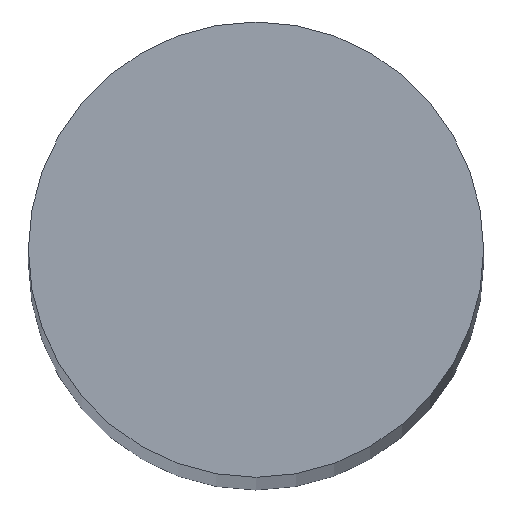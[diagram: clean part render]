
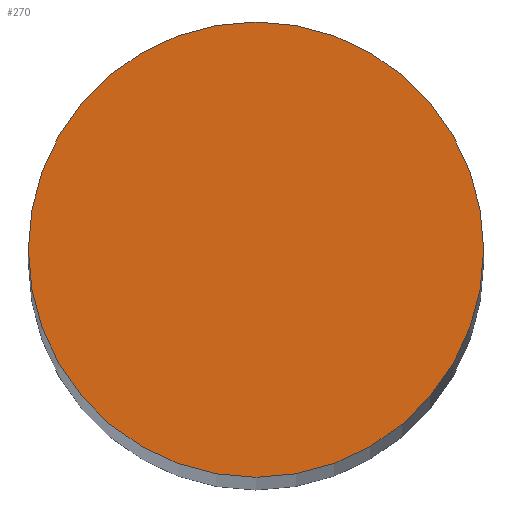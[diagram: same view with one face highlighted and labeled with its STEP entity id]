
A CAD part, top view. The second image highlights one B-rep face of the part: STEP entity #270.
In plain terms, the highlighted planar face has unit normal (0, 0, 1).
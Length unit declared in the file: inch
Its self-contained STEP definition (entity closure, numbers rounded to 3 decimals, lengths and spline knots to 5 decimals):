
#1 = ORIENTED_EDGE ( 'NONE', *, *, #267, .T. ) ;
#10 = CARTESIAN_POINT ( 'NONE',  ( 0., 2.5, 0. ) ) ;
#29 = DIRECTION ( 'NONE',  ( 1., 0., 0. ) ) ;
#38 = CARTESIAN_POINT ( 'NONE',  ( 0., 2.5, 0. ) ) ;
#46 = EDGE_LOOP ( 'NONE', ( #1, #210 ) ) ;
#48 = AXIS2_PLACEMENT_3D ( 'NONE', #10, #83, #248 ) ;
#53 = FACE_OUTER_BOUND ( 'NONE', #46, .T. ) ;
#83 = DIRECTION ( 'NONE',  ( 0., 0., 1. ) ) ;
#97 = VERTEX_POINT ( 'NONE', #256 ) ;
#106 = AXIS2_PLACEMENT_3D ( 'NONE', #38, #132, #225 ) ;
#120 = CARTESIAN_POINT ( 'NONE',  ( 0.75, 2.5, 0. ) ) ;
#132 = DIRECTION ( 'NONE',  ( 0., 0., 1. ) ) ;
#139 = AXIS2_PLACEMENT_3D ( 'NONE', #213, #199, #29 ) ;
#140 = VERTEX_POINT ( 'NONE', #120 ) ;
#144 = CIRCLE ( 'NONE', #139, 0.75 ) ;
#147 = CIRCLE ( 'NONE', #106, 0.75 ) ;
#151 = EDGE_CURVE ( 'NONE', #97, #140, #147, .T. ) ;
#180 = PLANE ( 'NONE',  #48 ) ;
#199 = DIRECTION ( 'NONE',  ( 0., 0., 1. ) ) ;
#210 = ORIENTED_EDGE ( 'NONE', *, *, #151, .T. ) ;
#213 = CARTESIAN_POINT ( 'NONE',  ( 0., 2.5, 0. ) ) ;
#225 = DIRECTION ( 'NONE',  ( 1., 0., 0. ) ) ;
#248 = DIRECTION ( 'NONE',  ( 1., 0., 0. ) ) ;
#256 = CARTESIAN_POINT ( 'NONE',  ( -0.75, 2.5, 0. ) ) ;
#267 = EDGE_CURVE ( 'NONE', #140, #97, #144, .T. ) ;
#270 = ADVANCED_FACE ( 'NONE', ( #53 ), #180, .T. ) ;
